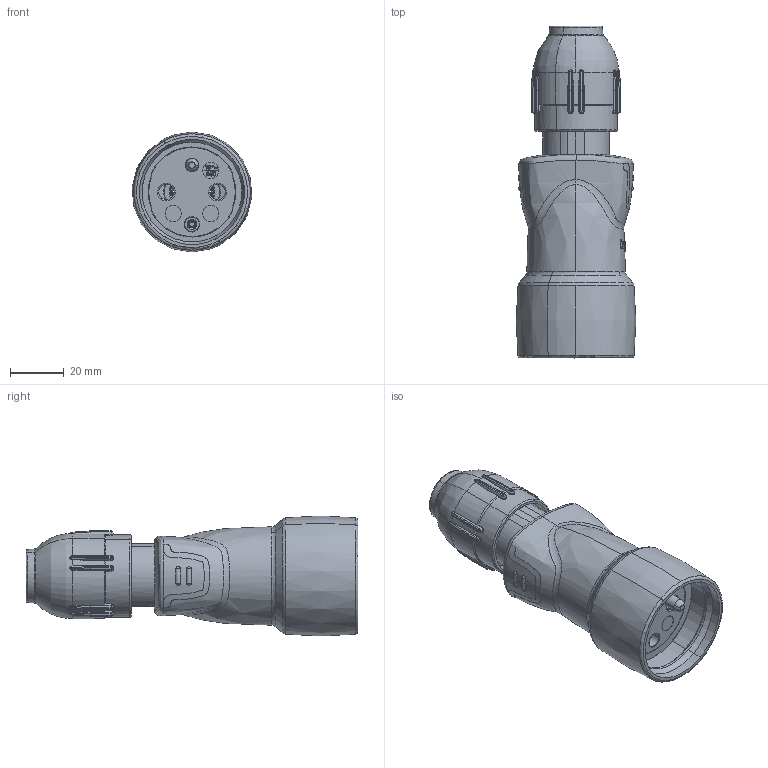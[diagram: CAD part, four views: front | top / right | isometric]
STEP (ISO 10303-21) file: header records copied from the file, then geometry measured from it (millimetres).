
FILE_DESCRIPTION(('CATIA V5 STEP Exchange','CAx-IF Rec.Pracs.--- Model Styling and Organization---1.5--- 2016-08-15','CAx-IF Rec.Pracs.---Supplemental Geometry---1.0---2011-11-01','CAx-IF Rec.Pracs.--- Composite Materials ---1.1---2010-07-15'),'2;1');
FILE_NAME('Fiche-20241022.stp','2024-10-24T08:31:52+00:00',('none'),('none'),'CATIA Version 5-6 Release 2020 SP5','CATIA V5 STEP AP214 v2','none');
FILE_SCHEMA(('AUTOMOTIVE_DESIGN { 1 0 10303 214 1 1 1 1 }'));
Products named in the file (1): Fiche-20241022
Bounding box: 44.36 x 123.06 x 44.5 mm (x, y, z)
Volume: 44802.4 mm3; surface area: 53352.8 mm2
Topology: 6 solids, 6 shells, 2146 faces, 6186 edges, 4074 vertices
Faces by surface type: bspline 789, plane 614, cylinder 334, cone 199, torus 103, extrusion 45, revolution 34, sphere 28
Entity records: 130259 total; most frequent: CARTESIAN_POINT 84448, ORIENTED_EDGE 12296, EDGE_CURVE 6148, DIRECTION 4761, VERTEX_POINT 4074, B_SPLINE_CURVE_WITH_KNOTS 3263, EDGE_LOOP 2236, ADVANCED_FACE 2146
